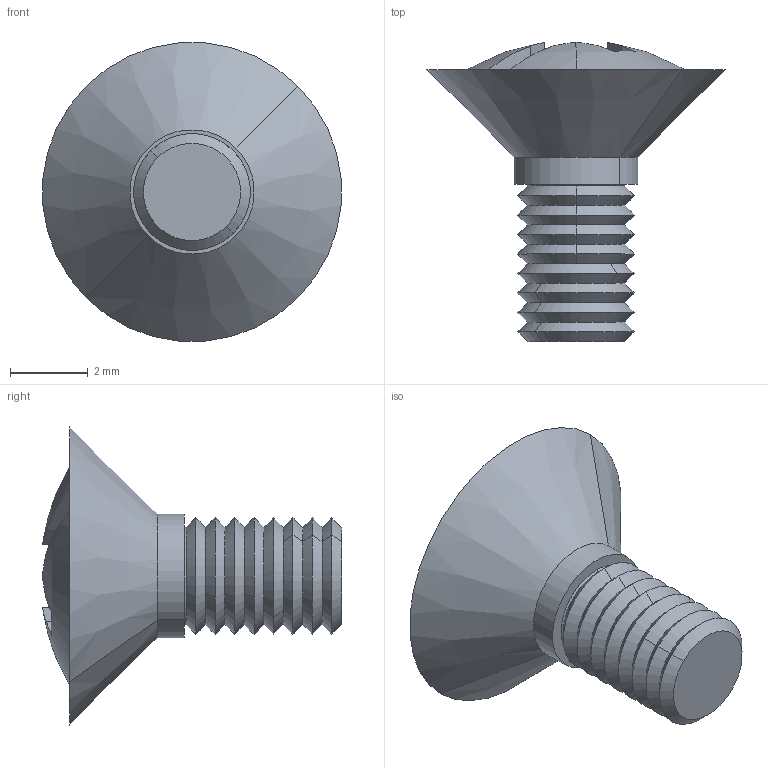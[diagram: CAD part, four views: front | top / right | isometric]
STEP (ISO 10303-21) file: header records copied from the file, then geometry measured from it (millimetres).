
FILE_DESCRIPTION(('OneSpaceDesigner STEP Export'),'2;1');
FILE_NAME('CKR_65_D.stp','2008-07-07T 8:37:49',(''),(''),'OneSpace Designer STEP processor for AP214 (Solid Model)','OneSpace Modeling 15.50B 03-Nov-2007 (C) CoCreate Software GmbH','');
FILE_SCHEMA(('AUTOMOTIVE_DESIGN { 1 0 10303 214 1 1 1 1 }'));
Length unit declared in the file: millimetre
Products named in the file (2): CKR_65_D
Assembly tree (1 placements, depth 2):
  CKR_65_D
    CKR_65_D
Bounding box: 7.67 x 7.69 x 7.67 mm (x, y, z)
Volume: 85.6 mm3; surface area: 191.9 mm2
Topology: 1 solids, 1 shells, 72 faces, 166 edges, 98 vertices
Faces by surface type: cone 38, plane 26, cylinder 4, sphere 4
Entity records: 1751 total; most frequent: ORIENTED_EDGE 332, CARTESIAN_POINT 274, DIRECTION 266, EDGE_CURVE 166, VERTEX_POINT 98, AXIS2_PLACEMENT_3D 90, VECTOR 86, LINE 86
